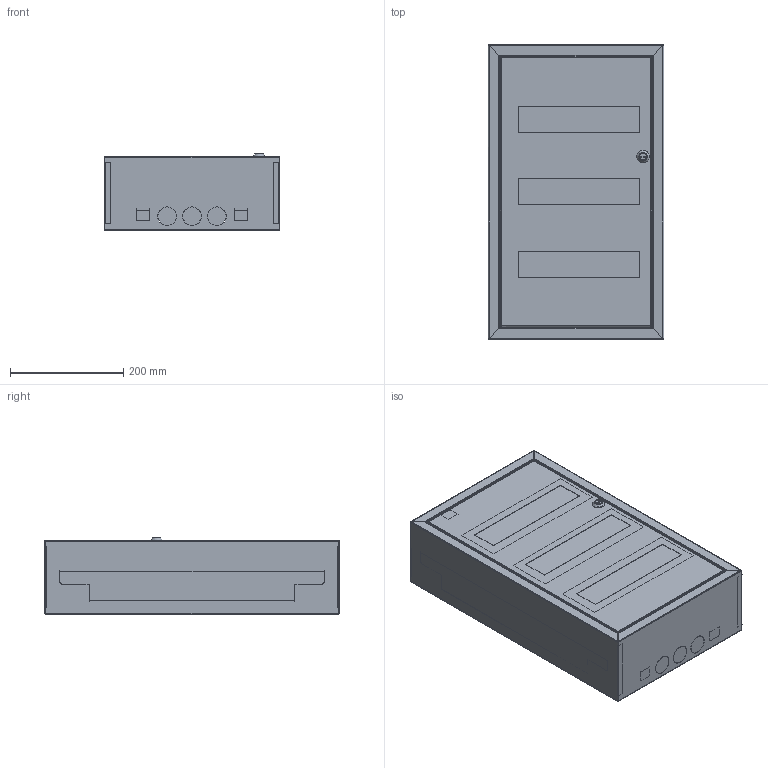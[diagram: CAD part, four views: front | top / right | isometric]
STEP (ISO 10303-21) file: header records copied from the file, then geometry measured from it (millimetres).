
FILE_DESCRIPTION (( 'STEP AP203' ), '1' );
FILE_NAME ('NRP 36.STEP', '2022-02-03T12:05:17', ( '' ), ( '' ), 'SwSTEP 2.0', 'SolidWorks 2012', '' );
FILE_SCHEMA (( 'CONFIG_CONTROL_DESIGN' ));
Length unit declared in the file: millimetre
Products named in the file (19): NRP 36; ISO 7089-6-OC; ZAM.KRZ.M210022; ISO 7049-4.8-9.5-OC; 2500; 2400; Eurolocks -jezyk prosty; Zamek M16_13; TH L-260; NN.D17; NN.O.05; NN003; NN.D00.08; SZYBA-246X80X2; NRP 36 - korpus_NRP 24 - korpus; NN001; NN.S.09; NN002; K310-520-130
Assembly tree (45 placements, depth 3):
  NRP 36
    NRP 36 - korpus_NRP 24 - korpus
      K310-520-130
      NN.S.09  x2
      NN001  x2
      NN002  x2
      NN003  x4
    NN.D17
      NN.D00.08
      NN001
      NN003  x2
      SZYBA-246X80X2  x3
    NN.O.05
    TH L-260  x3
    2500  x2
    2400  x2
    ZAM.KRZ.M210022
      Zamek M16_13
      Eurolocks -jezyk prosty
    ISO 7089-6-OC  x6
    ISO 7049-4.8-9.5-OC  x8
Bounding box: 310 x 520 x 134.5 mm (x, y, z)
Volume: 979867.7 mm3; surface area: 1744350.7 mm2
Topology: 42 solids, 42 shells, 1293 faces, 3224 edges, 2018 vertices
Faces by surface type: plane 746, cylinder 338, cone 113, bspline 80, torus 14, sphere 2
Full cylindrical faces by diameter (mm): 3.2 x4, 3.5 x6, 4 x15, 4.2 x26, 5 x1, 6.2 x2, 6.4 x6, 6.8 x2, 7 x6, 7.2 x4, 8 x4, 9 x2, 9.6 x2, 11.6 x1, 12.286 x1, 14 x6
Entity records: 27028 total; most frequent: CARTESIAN_POINT 6056, ORIENTED_EDGE 3724, DIRECTION 3652, EDGE_CURVE 1862, LINE 1240, VECTOR 1240, AXIS2_PLACEMENT_3D 1206, VERTEX_POINT 1188
